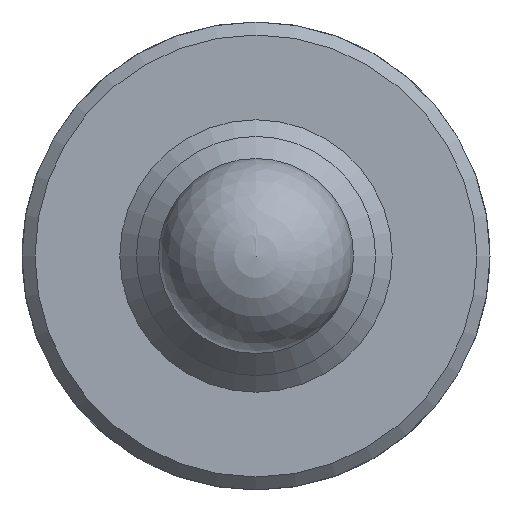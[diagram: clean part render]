
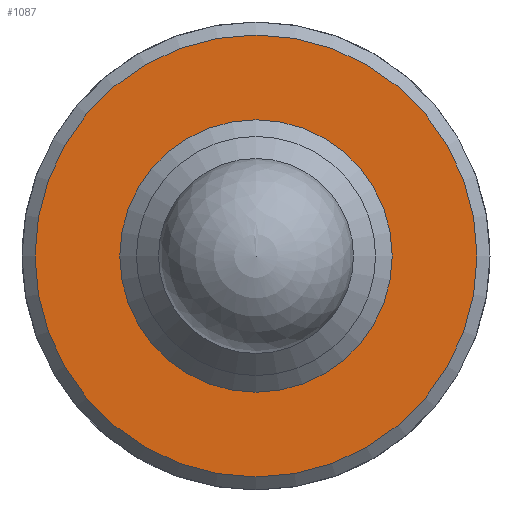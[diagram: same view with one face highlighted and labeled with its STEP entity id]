
A CAD part, front view. The second image highlights one B-rep face of the part: STEP entity #1087.
In plain terms, the highlighted planar face has unit normal (0, -1, 0).
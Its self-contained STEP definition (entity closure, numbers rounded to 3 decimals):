
#27=FACE_BOUND('',#175,.T.);
#56=PLANE('',#1215);
#105=FACE_OUTER_BOUND('',#174,.T.);
#174=EDGE_LOOP('',(#797));
#175=EDGE_LOOP('',(#798));
#373=CIRCLE('',#1190,9.2);
#388=CIRCLE('',#1216,17.);
#457=VERTEX_POINT('',#1766);
#472=VERTEX_POINT('',#1814);
#570=EDGE_CURVE('',#457,#457,#373,.T.);
#591=EDGE_CURVE('',#472,#472,#388,.T.);
#797=ORIENTED_EDGE('',*,*,#591,.F.);
#798=ORIENTED_EDGE('',*,*,#570,.F.);
#1087=ADVANCED_FACE('',(#105,#27),#56,.T.);
#1190=AXIS2_PLACEMENT_3D('',#1768,#1400,#1401);
#1215=AXIS2_PLACEMENT_3D('',#1813,#1456,#1457);
#1216=AXIS2_PLACEMENT_3D('',#1815,#1458,#1459);
#1400=DIRECTION('center_axis',(0.,-1.,0.));
#1401=DIRECTION('ref_axis',(1.,0.,0.));
#1456=DIRECTION('center_axis',(0.,-1.,0.));
#1457=DIRECTION('ref_axis',(0.,0.,-1.));
#1458=DIRECTION('center_axis',(0.,1.,0.));
#1459=DIRECTION('ref_axis',(-1.,0.,0.));
#1766=CARTESIAN_POINT('',(-50.236,1.659,-7.395));
#1768=CARTESIAN_POINT('Origin',(-41.036,1.659,-7.395));
#1813=CARTESIAN_POINT('Origin',(-31.836,1.659,-7.395));
#1814=CARTESIAN_POINT('',(-24.036,1.659,-7.395));
#1815=CARTESIAN_POINT('Origin',(-41.036,1.659,-7.395));
